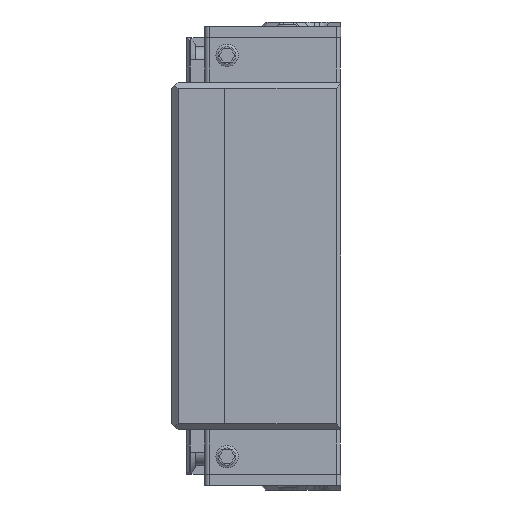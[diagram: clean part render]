
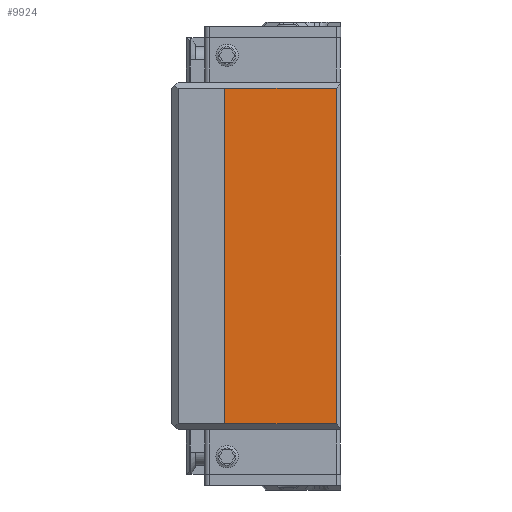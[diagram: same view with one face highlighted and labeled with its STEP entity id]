
A CAD part, left-side view. The second image highlights one B-rep face of the part: STEP entity #9924.
In plain terms, the highlighted planar face has unit normal (-1, 0, 0).
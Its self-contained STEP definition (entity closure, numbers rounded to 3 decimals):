
#523=PLANE('',#10852);
#1043=FACE_OUTER_BOUND('',#1613,.T.);
#1613=EDGE_LOOP('',(#9067,#9068,#9069,#9070));
#2623=LINE('',#16471,#3659);
#2642=LINE('',#16509,#3678);
#2652=LINE('',#16526,#3688);
#2653=LINE('',#16527,#3689);
#3659=VECTOR('',#13562,10.);
#3678=VECTOR('',#13587,10.);
#3688=VECTOR('',#13607,10.);
#3689=VECTOR('',#13608,10.);
#4992=VERTEX_POINT('',#16468);
#4993=VERTEX_POINT('',#16470);
#5008=VERTEX_POINT('',#16506);
#5009=VERTEX_POINT('',#16508);
#6355=EDGE_CURVE('',#4993,#4992,#2623,.T.);
#6374=EDGE_CURVE('',#5009,#5008,#2642,.T.);
#6384=EDGE_CURVE('',#4992,#5009,#2652,.T.);
#6385=EDGE_CURVE('',#4993,#5008,#2653,.T.);
#9067=ORIENTED_EDGE('',*,*,#6355,.T.);
#9068=ORIENTED_EDGE('',*,*,#6384,.T.);
#9069=ORIENTED_EDGE('',*,*,#6374,.T.);
#9070=ORIENTED_EDGE('',*,*,#6385,.F.);
#9924=ADVANCED_FACE('',(#1043),#523,.T.);
#10852=AXIS2_PLACEMENT_3D('',#16525,#13605,#13606);
#13562=DIRECTION('',(0.,-1.,0.));
#13587=DIRECTION('',(0.,1.,0.));
#13605=DIRECTION('center_axis',(-1.,0.,0.));
#13606=DIRECTION('ref_axis',(0.,-1.,0.));
#13607=DIRECTION('',(0.,0.,1.));
#13608=DIRECTION('',(0.,0.,1.));
#16468=CARTESIAN_POINT('',(-29.85,-24.,-37.65));
#16470=CARTESIAN_POINT('',(-29.85,1.,-37.65));
#16471=CARTESIAN_POINT('',(-29.85,0.5,-37.65));
#16506=CARTESIAN_POINT('',(-29.85,1.,37.65));
#16508=CARTESIAN_POINT('',(-29.85,-24.,37.65));
#16509=CARTESIAN_POINT('',(-29.85,0.5,37.65));
#16525=CARTESIAN_POINT('Origin',(-29.85,1.,0.));
#16526=CARTESIAN_POINT('',(-29.85,-24.,0.));
#16527=CARTESIAN_POINT('',(-29.85,1.,0.));
